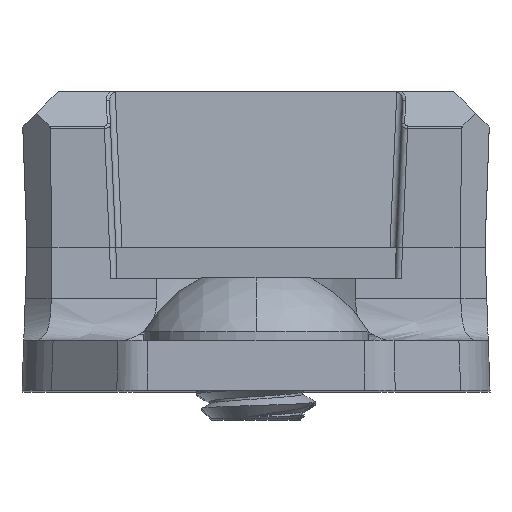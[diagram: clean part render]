
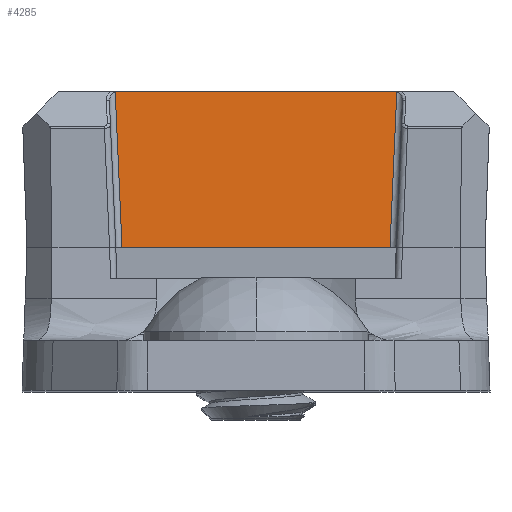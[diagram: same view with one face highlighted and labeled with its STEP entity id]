
A CAD part, top view. The second image highlights one B-rep face of the part: STEP entity #4285.
In plain terms, the highlighted planar face has unit normal (0, 0.044, 0.999).
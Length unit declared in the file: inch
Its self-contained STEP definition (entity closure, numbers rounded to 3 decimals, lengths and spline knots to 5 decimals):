
#34 = ORIENTED_EDGE ( 'NONE', *, *, #14100, .T. ) ;
#381 = CARTESIAN_POINT ( 'NONE',  ( 0.22417, 0.48, 0.55908 ) ) ;
#609 = ORIENTED_EDGE ( 'NONE', *, *, #5035, .T. ) ;
#644 = CARTESIAN_POINT ( 'NONE',  ( -0.22473, 0.47974, 0.5591 ) ) ;
#890 = DIRECTION ( 'NONE',  ( -1., 0., 0. ) ) ;
#903 = VERTEX_POINT ( 'NONE', #13613 ) ;
#1320 = CARTESIAN_POINT ( 'NONE',  ( 0.22473, 0.47974, 0.5591 ) ) ;
#2435 = CARTESIAN_POINT ( 'NONE',  ( -0.225, 0.23, 0.57 ) ) ;
#2574 = CARTESIAN_POINT ( 'NONE',  ( -0.225, 0.23, 0.57 ) ) ;
#2687 = VERTEX_POINT ( 'NONE', #14004 ) ;
#2758 = EDGE_LOOP ( 'NONE', ( #11929, #609, #13765, #10184, #34, #10206 ) ) ;
#2893 = CARTESIAN_POINT ( 'NONE',  ( -0.22417, 0.48, 0.55908 ) ) ;
#3385 = VERTEX_POINT ( 'NONE', #13504 ) ;
#3788 = VECTOR ( 'NONE', #5108, 39.37008 ) ;
#4013 = LINE ( 'NONE', #8489, #10637 ) ;
#4252 = CARTESIAN_POINT ( 'NONE',  ( -0.22585, 0.47904, 0.55913 ) ) ;
#4285 = ADVANCED_FACE ( 'NONE', ( #9281 ), #9358, .F. ) ;
#4402 = CARTESIAN_POINT ( 'NONE',  ( 0.21501, 0.23, 0.57 ) ) ;
#4520 = DIRECTION ( 'NONE',  ( 1., 0., 0. ) ) ;
#4568 = CARTESIAN_POINT ( 'NONE',  ( 0.22588, 0.47901, 0.55913 ) ) ;
#5035 = EDGE_CURVE ( 'NONE', #903, #7536, #14030, .T. ) ;
#5108 = DIRECTION ( 'NONE',  ( 0.044, 0.998, -0.044 ) ) ;
#5868 = CARTESIAN_POINT ( 'NONE',  ( 0.22585, 0.47904, 0.55913 ) ) ;
#6271 = EDGE_CURVE ( 'NONE', #10532, #903, #12549, .T. ) ;
#6441 = LINE ( 'NONE', #12070, #11637 ) ;
#6529 = EDGE_CURVE ( 'NONE', #2687, #10532, #12318, .T. ) ;
#6769 = VECTOR ( 'NONE', #4520, 39.37008 ) ;
#6910 = EDGE_CURVE ( 'NONE', #7536, #6938, #6441, .T. ) ;
#6938 = VERTEX_POINT ( 'NONE', #14101 ) ;
#6977 = DIRECTION ( 'NONE',  ( 0., 0.999, -0.044 ) ) ;
#7079 = B_SPLINE_CURVE_WITH_KNOTS ( 'NONE', 3,
 ( #2893, #644, #7510, #11831, #10678, #4252, #10541 ),
 .UNSPECIFIED., .F., .F.,
 ( 4, 3, 4 ),
 ( 0., 0.00005, 0.00005 ),
 .UNSPECIFIED. ) ;
#7510 = CARTESIAN_POINT ( 'NONE',  ( -0.22527, 0.47944, 0.55911 ) ) ;
#7536 = VERTEX_POINT ( 'NONE', #8259 ) ;
#8259 = CARTESIAN_POINT ( 'NONE',  ( 0.22417, 0.48, 0.55908 ) ) ;
#8421 = DIRECTION ( 'NONE',  ( 0.044, -0.998, 0.044 ) ) ;
#8489 = CARTESIAN_POINT ( 'NONE',  ( -0.21503, 0.23043, 0.56998 ) ) ;
#9112 = CARTESIAN_POINT ( 'NONE',  ( 0.22527, 0.47944, 0.55911 ) ) ;
#9281 = FACE_OUTER_BOUND ( 'NONE', #2758, .T. ) ;
#9358 = PLANE ( 'NONE',  #11432 ) ;
#10184 = ORIENTED_EDGE ( 'NONE', *, *, #13476, .T. ) ;
#10206 = ORIENTED_EDGE ( 'NONE', *, *, #6529, .T. ) ;
#10298 = DIRECTION ( 'NONE',  ( 0., -0.044, -0.999 ) ) ;
#10532 = VERTEX_POINT ( 'NONE', #4402 ) ;
#10541 = CARTESIAN_POINT ( 'NONE',  ( -0.22588, 0.47901, 0.55913 ) ) ;
#10637 = VECTOR ( 'NONE', #8421, 39.37008 ) ;
#10678 = CARTESIAN_POINT ( 'NONE',  ( -0.22581, 0.47906, 0.55913 ) ) ;
#11211 = CARTESIAN_POINT ( 'NONE',  ( 0.22578, 0.47909, 0.55912 ) ) ;
#11356 = CARTESIAN_POINT ( 'NONE',  ( 0.22581, 0.47906, 0.55913 ) ) ;
#11432 = AXIS2_PLACEMENT_3D ( 'NONE', #2574, #10298, #6977 ) ;
#11612 = CARTESIAN_POINT ( 'NONE',  ( 0.22594, 0.48043, 0.55907 ) ) ;
#11637 = VECTOR ( 'NONE', #890, 39.37008 ) ;
#11831 = CARTESIAN_POINT ( 'NONE',  ( -0.22578, 0.47909, 0.55912 ) ) ;
#11929 = ORIENTED_EDGE ( 'NONE', *, *, #6271, .T. ) ;
#12070 = CARTESIAN_POINT ( 'NONE',  ( 0., 0.48, 0.55908 ) ) ;
#12318 = LINE ( 'NONE', #2435, #6769 ) ;
#12549 = LINE ( 'NONE', #11612, #3788 ) ;
#13476 = EDGE_CURVE ( 'NONE', #6938, #3385, #7079, .T. ) ;
#13504 = CARTESIAN_POINT ( 'NONE',  ( -0.22588, 0.47901, 0.55913 ) ) ;
#13613 = CARTESIAN_POINT ( 'NONE',  ( 0.22588, 0.47901, 0.55913 ) ) ;
#13765 = ORIENTED_EDGE ( 'NONE', *, *, #6910, .T. ) ;
#14004 = CARTESIAN_POINT ( 'NONE',  ( -0.21501, 0.23, 0.57 ) ) ;
#14030 = B_SPLINE_CURVE_WITH_KNOTS ( 'NONE', 3,
 ( #4568, #5868, #11356, #11211, #9112, #1320, #381 ),
 .UNSPECIFIED., .F., .F.,
 ( 4, 3, 4 ),
 ( 0., 0., 0.00005 ),
 .UNSPECIFIED. ) ;
#14100 = EDGE_CURVE ( 'NONE', #3385, #2687, #4013, .T. ) ;
#14101 = CARTESIAN_POINT ( 'NONE',  ( -0.22417, 0.48, 0.55908 ) ) ;
